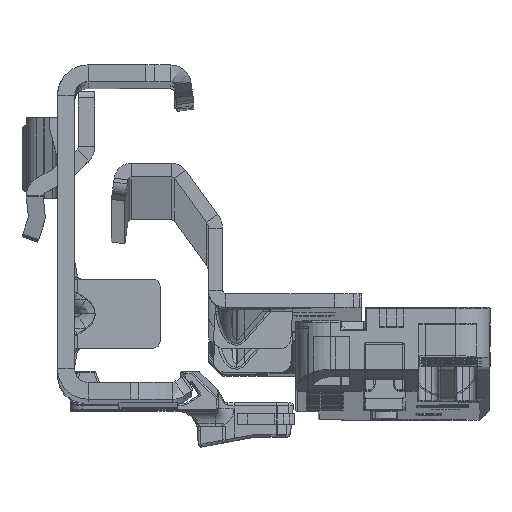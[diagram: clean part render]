
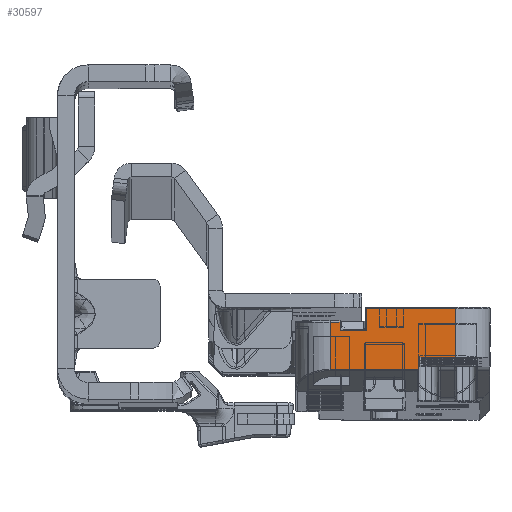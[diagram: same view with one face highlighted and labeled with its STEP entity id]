
A CAD part, top view. The second image highlights one B-rep face of the part: STEP entity #30597.
In plain terms, the highlighted face is planar.
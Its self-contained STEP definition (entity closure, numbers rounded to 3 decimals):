
#388 = VERTEX_POINT ( 'NONE', #71394 ) ;
#734 = LINE ( 'NONE', #81152, #125821 ) ;
#1987 = EDGE_CURVE ( 'NONE', #123412, #76985, #55417, .T. ) ;
#2204 = DIRECTION ( 'NONE',  ( -1., 0., 0. ) ) ;
#8198 = EDGE_CURVE ( 'NONE', #388, #104079, #116829, .T. ) ;
#8739 = DIRECTION ( 'NONE',  ( 0., 0., 1. ) ) ;
#9191 = ORIENTED_EDGE ( 'NONE', *, *, #1987, .T. ) ;
#9386 = PLANE ( 'NONE',  #73017 ) ;
#9731 = EDGE_CURVE ( 'NONE', #76985, #388, #28856, .T. ) ;
#10560 = CARTESIAN_POINT ( 'NONE',  ( -8.3, -6.785, -284.5 ) ) ;
#10820 = EDGE_CURVE ( 'NONE', #70409, #104079, #64494, .T. ) ;
#10984 = VECTOR ( 'NONE', #106232, 1000. ) ;
#16707 = CARTESIAN_POINT ( 'NONE',  ( -13.7, -5., -284.5 ) ) ;
#19232 = CARTESIAN_POINT ( 'NONE',  ( -8.3, -5., -284.5 ) ) ;
#19941 = CARTESIAN_POINT ( 'NONE',  ( 4.6, 0.1, -284.5 ) ) ;
#21319 = DIRECTION ( 'NONE',  ( 0., -1., 0. ) ) ;
#22687 = ORIENTED_EDGE ( 'NONE', *, *, #92033, .T. ) ;
#24095 = CARTESIAN_POINT ( 'NONE',  ( -8.5, -5.2, -284.5 ) ) ;
#25316 = CARTESIAN_POINT ( 'NONE',  ( -0.75, 2.1, -284.5 ) ) ;
#26626 = DIRECTION ( 'NONE',  ( 1., 0., 0. ) ) ;
#26912 = EDGE_CURVE ( 'NONE', #97370, #112241, #115812, .T. ) ;
#28856 = LINE ( 'NONE', #68094, #97201 ) ;
#30597 = ADVANCED_FACE ( 'NONE', ( #106591 ), #9386, .F. ) ;
#30859 = CARTESIAN_POINT ( 'NONE',  ( -8.3, -6.669, -284.5 ) ) ;
#31596 = LINE ( 'NONE', #59963, #77802 ) ;
#31777 = LINE ( 'NONE', #10560, #79002 ) ;
#35214 = VECTOR ( 'NONE', #75027, 1000. ) ;
#36161 = DIRECTION ( 'NONE',  ( 0., 1., 0. ) ) ;
#36942 = EDGE_LOOP ( 'NONE', ( #9191, #53704, #72306, #81249, #110577, #22687, #91840, #80603, #46788, #47826, #116587, #56259 ) ) ;
#38286 = DIRECTION ( 'NONE',  ( 0., 1., 0. ) ) ;
#38696 = EDGE_CURVE ( 'NONE', #120086, #123412, #734, .T. ) ;
#44845 = LINE ( 'NONE', #57062, #114834 ) ;
#45576 = VECTOR ( 'NONE', #38286, 1000. ) ;
#46706 = LINE ( 'NONE', #125861, #45576 ) ;
#46788 = ORIENTED_EDGE ( 'NONE', *, *, #26912, .F. ) ;
#47826 = ORIENTED_EDGE ( 'NONE', *, *, #118714, .T. ) ;
#48448 = CARTESIAN_POINT ( 'NONE',  ( -8.291, -6.749, -284.5 ) ) ;
#53704 = ORIENTED_EDGE ( 'NONE', *, *, #9731, .T. ) ;
#55417 = LINE ( 'NONE', #75976, #10984 ) ;
#55786 = CARTESIAN_POINT ( 'NONE',  ( 19.8, 2.6, -284.5 ) ) ;
#56259 = ORIENTED_EDGE ( 'NONE', *, *, #38696, .T. ) ;
#57062 = CARTESIAN_POINT ( 'NONE',  ( -0.7, 2.1, -284.5 ) ) ;
#58517 = DIRECTION ( 'NONE',  ( 1., 0., 0. ) ) ;
#59963 = CARTESIAN_POINT ( 'NONE',  ( -8.3, 0., -284.5 ) ) ;
#64494 = LINE ( 'NONE', #124381, #91312 ) ;
#67932 = DIRECTION ( 'NONE',  ( 1., 0., 0. ) ) ;
#68094 = CARTESIAN_POINT ( 'NONE',  ( 3.15, 0.1, -284.5 ) ) ;
#70409 = VERTEX_POINT ( 'NONE', #88132 ) ;
#71394 = CARTESIAN_POINT ( 'NONE',  ( 3.15, 0.1, -284.5 ) ) ;
#72306 = ORIENTED_EDGE ( 'NONE', *, *, #8198, .T. ) ;
#73017 = AXIS2_PLACEMENT_3D ( 'NONE', #55786, #8739, #67932 ) ;
#75027 = DIRECTION ( 'NONE',  ( 1., 0., 0. ) ) ;
#75976 = CARTESIAN_POINT ( 'NONE',  ( 19.8, -1.15, -284.5 ) ) ;
#76985 = VERTEX_POINT ( 'NONE', #95821 ) ;
#77802 = VECTOR ( 'NONE', #89535, 1000. ) ;
#79002 = VECTOR ( 'NONE', #2204, 1000. ) ;
#80603 = ORIENTED_EDGE ( 'NONE', *, *, #108924, .T. ) ;
#81152 = CARTESIAN_POINT ( 'NONE',  ( -0.75, -0.9, -284.5 ) ) ;
#81249 = ORIENTED_EDGE ( 'NONE', *, *, #10820, .F. ) ;
#85083 =( BOUNDED_CURVE ( )  B_SPLINE_CURVE ( 3, ( #114790, #48448, #125118, #87682 ),
 .UNSPECIFIED., .F., .F. ) 
 B_SPLINE_CURVE_WITH_KNOTS ( ( 4, 4 ),
 ( 1.047, 1.571 ),
 .UNSPECIFIED. ) 
 CURVE ( )  GEOMETRIC_REPRESENTATION_ITEM ( )  RATIONAL_B_SPLINE_CURVE ( ( 1., 0.977, 0.977, 1. ) ) 
 REPRESENTATION_ITEM ( '' )  );
#87682 = CARTESIAN_POINT ( 'NONE',  ( -8.3, -6.669, -284.5 ) ) ;
#88132 = CARTESIAN_POINT ( 'NONE',  ( 4.6, -6.785, -284.5 ) ) ;
#89385 = CARTESIAN_POINT ( 'NONE',  ( -8.273, -6.785, -284.5 ) ) ;
#89535 = DIRECTION ( 'NONE',  ( 0., -1., 0. ) ) ;
#91312 = VECTOR ( 'NONE', #36161, 1000. ) ;
#91840 = ORIENTED_EDGE ( 'NONE', *, *, #124227, .F. ) ;
#92033 = EDGE_CURVE ( 'NONE', #112044, #113739, #85083, .T. ) ;
#92865 = CARTESIAN_POINT ( 'NONE',  ( -8.3, -5.2, -284.5 ) ) ;
#95821 = CARTESIAN_POINT ( 'NONE',  ( 3.15, -1.15, -284.5 ) ) ;
#97201 = VECTOR ( 'NONE', #99601, 1000. ) ;
#97370 = VERTEX_POINT ( 'NONE', #16707 ) ;
#99601 = DIRECTION ( 'NONE',  ( 0., 1., 0. ) ) ;
#103848 = AXIS2_PLACEMENT_3D ( 'NONE', #24095, #123869, #26626 ) ;
#104079 = VERTEX_POINT ( 'NONE', #19941 ) ;
#104649 = CARTESIAN_POINT ( 'NONE',  ( 4.6, 0.1, -284.5 ) ) ;
#106232 = DIRECTION ( 'NONE',  ( 1., 0., 0. ) ) ;
#106591 = FACE_OUTER_BOUND ( 'NONE', #36942, .T. ) ;
#108924 = EDGE_CURVE ( 'NONE', #115125, #112241, #114050, .T. ) ;
#110577 = ORIENTED_EDGE ( 'NONE', *, *, #116127, .T. ) ;
#112044 = VERTEX_POINT ( 'NONE', #89385 ) ;
#112241 = VERTEX_POINT ( 'NONE', #123497 ) ;
#113597 = CARTESIAN_POINT ( 'NONE',  ( -0.75, -1.15, -284.5 ) ) ;
#113739 = VERTEX_POINT ( 'NONE', #30859 ) ;
#114050 = CIRCLE ( 'NONE', #103848, 0.2 ) ;
#114364 = DIRECTION ( 'NONE',  ( 1., 0., 0. ) ) ;
#114790 = CARTESIAN_POINT ( 'NONE',  ( -8.273, -6.785, -284.5 ) ) ;
#114834 = VECTOR ( 'NONE', #114364, 1000. ) ;
#115125 = VERTEX_POINT ( 'NONE', #92865 ) ;
#115638 = VERTEX_POINT ( 'NONE', #119033 ) ;
#115812 = LINE ( 'NONE', #19232, #126151 ) ;
#116127 = EDGE_CURVE ( 'NONE', #70409, #112044, #31777, .T. ) ;
#116587 = ORIENTED_EDGE ( 'NONE', *, *, #121018, .T. ) ;
#116829 = LINE ( 'NONE', #104649, #35214 ) ;
#118714 = EDGE_CURVE ( 'NONE', #97370, #115638, #46706, .T. ) ;
#119033 = CARTESIAN_POINT ( 'NONE',  ( -13.7, 2.1, -284.5 ) ) ;
#120086 = VERTEX_POINT ( 'NONE', #25316 ) ;
#121018 = EDGE_CURVE ( 'NONE', #115638, #120086, #44845, .T. ) ;
#123412 = VERTEX_POINT ( 'NONE', #113597 ) ;
#123497 = CARTESIAN_POINT ( 'NONE',  ( -8.5, -5., -284.5 ) ) ;
#123869 = DIRECTION ( 'NONE',  ( 0., 0., 1. ) ) ;
#124227 = EDGE_CURVE ( 'NONE', #115125, #113739, #31596, .T. ) ;
#124381 = CARTESIAN_POINT ( 'NONE',  ( 4.6, -242.444, -284.5 ) ) ;
#125118 = CARTESIAN_POINT ( 'NONE',  ( -8.3, -6.71, -284.5 ) ) ;
#125821 = VECTOR ( 'NONE', #21319, 1000. ) ;
#125861 = CARTESIAN_POINT ( 'NONE',  ( -13.7, 2., -284.5 ) ) ;
#126151 = VECTOR ( 'NONE', #58517, 1000. ) ;
